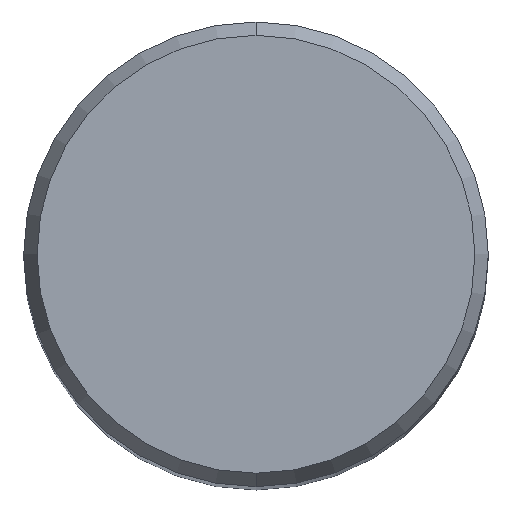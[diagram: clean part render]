
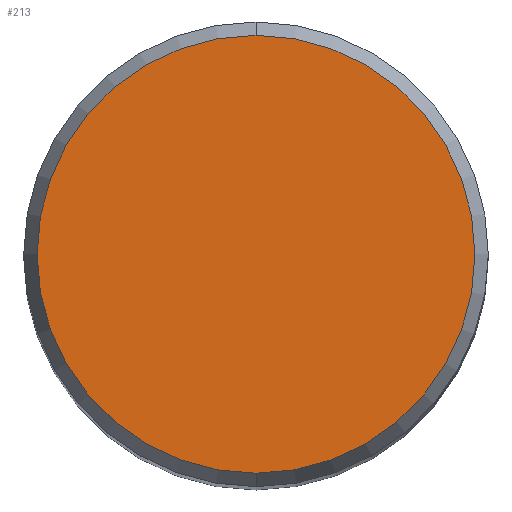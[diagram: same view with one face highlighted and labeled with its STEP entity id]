
A CAD part, top view. The second image highlights one B-rep face of the part: STEP entity #213.
In plain terms, the highlighted planar face has unit normal (0, 0, 1).
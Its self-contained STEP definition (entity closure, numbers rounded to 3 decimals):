
#173=VERTEX_POINT('',#334);
#181=EDGE_CURVE('',#173,#187,#342,.T.);
#187=VERTEX_POINT('',#348);
#207=EDGE_CURVE('',#187,#173,#370,.T.);
#213=ADVANCED_FACE('',(#377),#378,.T.);
#334=CARTESIAN_POINT('',(0.,-7.479,0.0));
#342=CIRCLE('',#530,7.479);
#348=CARTESIAN_POINT('',(0.0,7.479,0.0));
#370=CIRCLE('',#565,7.479);
#377=FACE_OUTER_BOUND('',#573,.T.);
#378=PLANE('',#574);
#530=AXIS2_PLACEMENT_3D('',#713,#714,#715);
#565=AXIS2_PLACEMENT_3D('',#743,#744,#745);
#573=EDGE_LOOP('',(#758,#759));
#574=AXIS2_PLACEMENT_3D('',#760,#761,#762);
#713=CARTESIAN_POINT('',(0.0,0.0,0.0));
#714=DIRECTION('',(0.0,0.0,-1.0));
#715=DIRECTION('',(0.0,1.0,0.0));
#743=CARTESIAN_POINT('',(0.0,0.0,0.0));
#744=DIRECTION('',(0.0,0.0,-1.0));
#745=DIRECTION('',(0.0,1.0,0.0));
#758=ORIENTED_EDGE('',*,*,#207,.F.);
#759=ORIENTED_EDGE('',*,*,#181,.F.);
#760=CARTESIAN_POINT('',(0.0,3.74,0.0));
#761=DIRECTION('',(-0.0,0.0,1.0));
#762=DIRECTION('',(0.0,-1.0,0.0));
